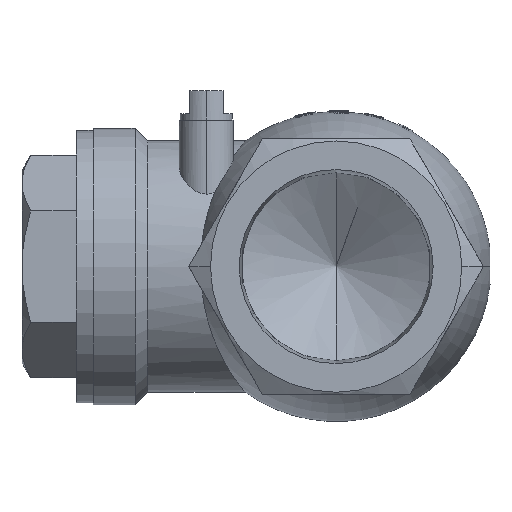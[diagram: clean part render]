
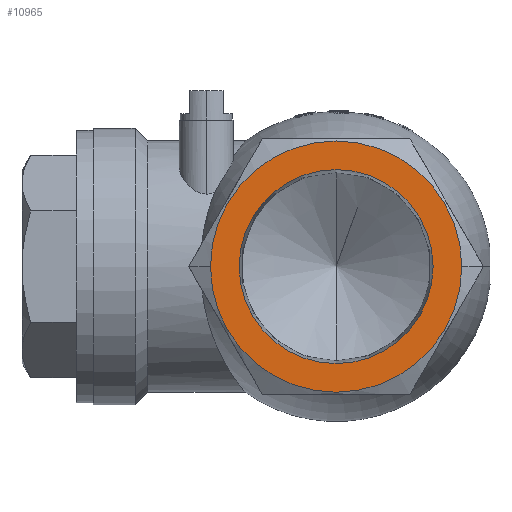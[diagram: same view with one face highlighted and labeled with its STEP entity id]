
A CAD part, left-side view. The second image highlights one B-rep face of the part: STEP entity #10965.
In plain terms, the highlighted planar face has unit normal (-1, 0, 0).
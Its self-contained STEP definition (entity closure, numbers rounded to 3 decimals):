
#38 = FACE_BOUND ( 'NONE', #398, .T. ) ;
#42 = FACE_OUTER_BOUND ( 'NONE', #560, .T. ) ;
#398 = EDGE_LOOP ( 'NONE', ( #12725, #12726 ) ) ;
#560 = EDGE_LOOP ( 'NONE', ( #12727, #12728 ) ) ;
#1245 = CARTESIAN_POINT ( 'NONE',  ( -60., 30., 0. ) ) ;
#1256 = CARTESIAN_POINT ( 'NONE',  ( -60., -30., 0. ) ) ;
#1370 = PLANE ( 'NONE',  #13009 ) ;
#1371 = CARTESIAN_POINT ( 'NONE',  ( -60., -30., 0. ) ) ;
#1376 = DIRECTION ( 'NONE',  ( -1., 0., 0. ) ) ;
#1377 = DIRECTION ( 'NONE',  ( 0., -1., 0. ) ) ;
#6610 = CARTESIAN_POINT ( 'NONE',  ( -60., 0., -23.162 ) ) ;
#6631 = CARTESIAN_POINT ( 'NONE',  ( -60., 0., 23.162 ) ) ;
#7194 = CIRCLE ( 'NONE', #13166, 23.162 ) ;
#7196 = CIRCLE ( 'NONE', #13165, 30. ) ;
#7293 = CIRCLE ( 'NONE', #13206, 23.162 ) ;
#7312 = CIRCLE ( 'NONE', #13211, 30. ) ;
#7917 = CARTESIAN_POINT ( 'NONE',  ( -60., 0., 0. ) ) ;
#7920 = DIRECTION ( 'NONE',  ( -1., 0., 0. ) ) ;
#7921 = DIRECTION ( 'NONE',  ( 0., 0., 1. ) ) ;
#7922 = CARTESIAN_POINT ( 'NONE',  ( -60., 0., 0. ) ) ;
#7925 = DIRECTION ( 'NONE',  ( -1., 0., 0. ) ) ;
#7926 = DIRECTION ( 'NONE',  ( 0., -1., 0. ) ) ;
#8237 = VERTEX_POINT ( 'NONE', #1245 ) ;
#8270 = VERTEX_POINT ( 'NONE', #1256 ) ;
#8343 = CARTESIAN_POINT ( 'NONE',  ( -60., 0., 0. ) ) ;
#8344 = DIRECTION ( 'NONE',  ( -1., 0., 0. ) ) ;
#8345 = DIRECTION ( 'NONE',  ( 0., 0., 1. ) ) ;
#8483 = CARTESIAN_POINT ( 'NONE',  ( -60., 0., 0. ) ) ;
#8493 = DIRECTION ( 'NONE',  ( -1., 0., 0. ) ) ;
#8494 = DIRECTION ( 'NONE',  ( 0., -1., 0. ) ) ;
#10965 = ADVANCED_FACE ( 'NONE', ( #38, #42 ), #1370, .T. ) ;
#11509 = VERTEX_POINT ( 'NONE', #6610 ) ;
#11532 = VERTEX_POINT ( 'NONE', #6631 ) ;
#11698 = EDGE_CURVE ( 'NONE', #11532, #11509, #7194, .T. ) ;
#11699 = EDGE_CURVE ( 'NONE', #8237, #8270, #7196, .T. ) ;
#11782 = EDGE_CURVE ( 'NONE', #11509, #11532, #7293, .T. ) ;
#11799 = EDGE_CURVE ( 'NONE', #8270, #8237, #7312, .T. ) ;
#12725 = ORIENTED_EDGE ( 'NONE', *, *, #11698, .F. ) ;
#12726 = ORIENTED_EDGE ( 'NONE', *, *, #11782, .F. ) ;
#12727 = ORIENTED_EDGE ( 'NONE', *, *, #11699, .T. ) ;
#12728 = ORIENTED_EDGE ( 'NONE', *, *, #11799, .T. ) ;
#13009 = AXIS2_PLACEMENT_3D ( 'NONE', #1371, #1376, #1377 ) ;
#13165 = AXIS2_PLACEMENT_3D ( 'NONE', #7922, #7925, #7926 ) ;
#13166 = AXIS2_PLACEMENT_3D ( 'NONE', #7917, #7920, #7921 ) ;
#13206 = AXIS2_PLACEMENT_3D ( 'NONE', #8343, #8344, #8345 ) ;
#13211 = AXIS2_PLACEMENT_3D ( 'NONE', #8483, #8493, #8494 ) ;
